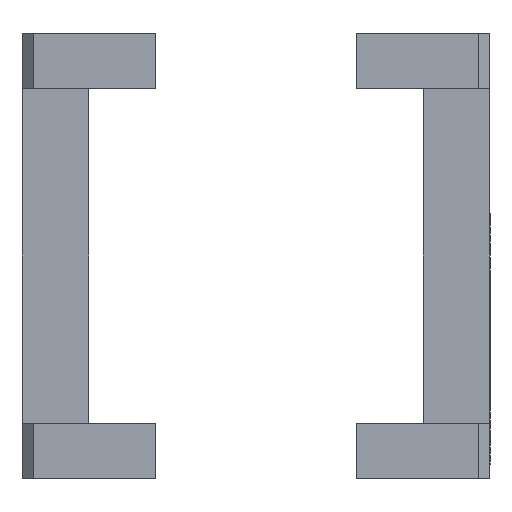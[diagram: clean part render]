
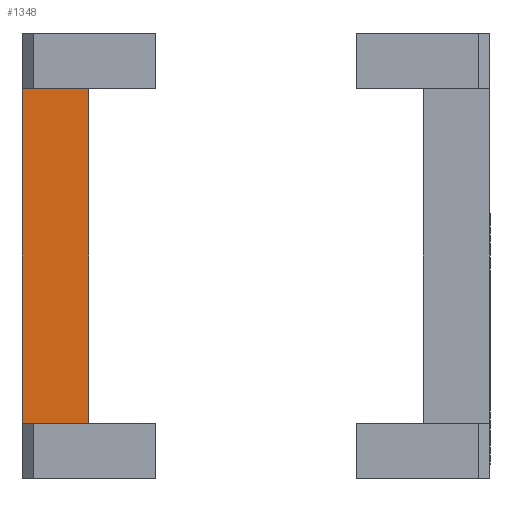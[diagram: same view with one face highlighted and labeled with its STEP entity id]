
A CAD part, left-side view. The second image highlights one B-rep face of the part: STEP entity #1348.
In plain terms, the highlighted planar face has unit normal (-1, 0, 0).
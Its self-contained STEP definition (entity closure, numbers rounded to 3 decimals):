
#8 = CARTESIAN_POINT ( 'NONE',  ( -11.8, 30., 5. ) ) ;
#30 = EDGE_CURVE ( 'NONE', #157, #2165, #2091, .T. ) ;
#97 = CARTESIAN_POINT ( 'NONE',  ( -11.8, 30., 0. ) ) ;
#157 = VERTEX_POINT ( 'NONE', #1409 ) ;
#246 = EDGE_CURVE ( 'NONE', #1001, #830, #482, .T. ) ;
#263 = DIRECTION ( 'NONE',  ( 0., 0., 1. ) ) ;
#442 = CARTESIAN_POINT ( 'NONE',  ( -11.8, 36., 35. ) ) ;
#471 = ORIENTED_EDGE ( 'NONE', *, *, #30, .T. ) ;
#482 = LINE ( 'NONE', #442, #1655 ) ;
#487 = PLANE ( 'NONE',  #521 ) ;
#498 = DIRECTION ( 'NONE',  ( 0., 0., -1. ) ) ;
#501 = EDGE_CURVE ( 'NONE', #1001, #157, #723, .T. ) ;
#503 = ORIENTED_EDGE ( 'NONE', *, *, #246, .F. ) ;
#521 = AXIS2_PLACEMENT_3D ( 'NONE', #1153, #670, #1989 ) ;
#602 = LINE ( 'NONE', #97, #1884 ) ;
#609 = CARTESIAN_POINT ( 'NONE',  ( -11.8, 36., 35. ) ) ;
#670 = DIRECTION ( 'NONE',  ( 1., 0., 0. ) ) ;
#723 = LINE ( 'NONE', #2183, #1652 ) ;
#731 = VECTOR ( 'NONE', #1383, 1000. ) ;
#830 = VERTEX_POINT ( 'NONE', #1593 ) ;
#928 = EDGE_LOOP ( 'NONE', ( #503, #1227, #471, #1920 ) ) ;
#1001 = VERTEX_POINT ( 'NONE', #609 ) ;
#1153 = CARTESIAN_POINT ( 'NONE',  ( -11.8, 36., 35. ) ) ;
#1227 = ORIENTED_EDGE ( 'NONE', *, *, #501, .T. ) ;
#1348 = ADVANCED_FACE ( 'NONE', ( #2103 ), #487, .F. ) ;
#1383 = DIRECTION ( 'NONE',  ( 0., -1., 0. ) ) ;
#1409 = CARTESIAN_POINT ( 'NONE',  ( -11.8, 36., 5. ) ) ;
#1593 = CARTESIAN_POINT ( 'NONE',  ( -11.8, 30., 35. ) ) ;
#1652 = VECTOR ( 'NONE', #498, 1000. ) ;
#1655 = VECTOR ( 'NONE', #1751, 1000. ) ;
#1751 = DIRECTION ( 'NONE',  ( 0., -1., 0. ) ) ;
#1853 = CARTESIAN_POINT ( 'NONE',  ( -11.8, 36., 5. ) ) ;
#1884 = VECTOR ( 'NONE', #263, 1000. ) ;
#1919 = EDGE_CURVE ( 'NONE', #2165, #830, #602, .T. ) ;
#1920 = ORIENTED_EDGE ( 'NONE', *, *, #1919, .T. ) ;
#1989 = DIRECTION ( 'NONE',  ( 0., 0., -1. ) ) ;
#2091 = LINE ( 'NONE', #1853, #731 ) ;
#2103 = FACE_OUTER_BOUND ( 'NONE', #928, .T. ) ;
#2165 = VERTEX_POINT ( 'NONE', #8 ) ;
#2183 = CARTESIAN_POINT ( 'NONE',  ( -11.8, 36., 35. ) ) ;
